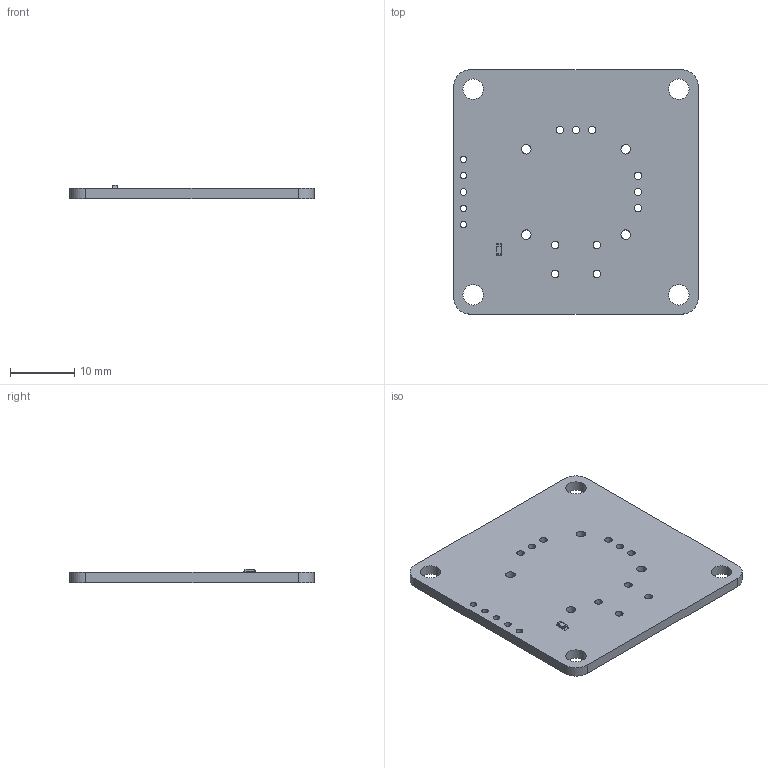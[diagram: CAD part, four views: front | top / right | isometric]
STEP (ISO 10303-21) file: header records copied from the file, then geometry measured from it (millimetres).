
FILE_DESCRIPTION(('KiCad electronic assembly'),'2;1');
FILE_NAME('Joystick 2-axis with pushbutton breakout 3D.step', '2024-09-26T14:16:19',('Pcbnew'),('Kicad'), 'Open CASCADE STEP processor 7.6','KiCad to STEP converter','Unknown' );
FILE_SCHEMA(('AUTOMOTIVE_DESIGN { 1 0 10303 214 1 1 1 1 }'));
Length unit declared in the file: millimetre
Products named in the file (4): Joystick 2-axis with pushbutton breakout 3D 1; 0603R; SOLID; Joystick 2-axis with pushbutton breakout PCB
Assembly tree (3 placements, depth 3):
  Joystick 2-axis with pushbutton breakout 3D 1
    0603R
      SOLID
    Joystick 2-axis with pushbutton breakout PCB
Bounding box: 38 x 38 x 2.1 mm (x, y, z)
Volume: 2215.2 mm3; surface area: 3189.5 mm2
Topology: 2 solids, 2 shells, 91 faces, 241 edges, 146 vertices
Faces by surface type: bspline 58, cylinder 27, plane 6
Full cylindrical faces by diameter (mm): 1 x5, 1.2 x10, 1.5 x4, 3.2 x4
Entity records: 6617 total; most frequent: CARTESIAN_POINT 2510, ORIENTED_EDGE 466, PCURVE 466, DEFINITIONAL_REPRESENTATION 466, DIRECTION 353, B_SPLINE_CURVE_WITH_KNOTS 352, EDGE_CURVE 233, SURFACE_CURVE 210
